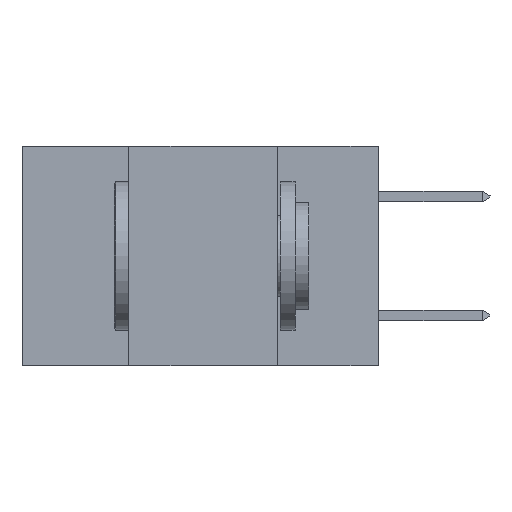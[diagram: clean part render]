
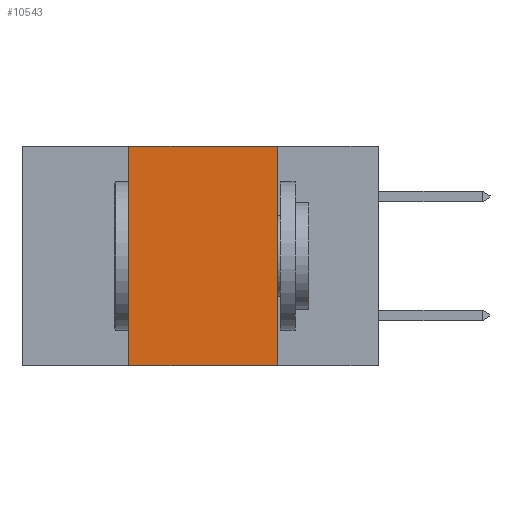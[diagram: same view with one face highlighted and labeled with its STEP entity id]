
A CAD part, left-side view. The second image highlights one B-rep face of the part: STEP entity #10543.
In plain terms, the highlighted planar face has unit normal (-1, 0, 0).
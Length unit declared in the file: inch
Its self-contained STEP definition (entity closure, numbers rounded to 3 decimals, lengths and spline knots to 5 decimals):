
#93 = LINE ( 'NONE', #8071, #7325 ) ;
#958 = VERTEX_POINT ( 'NONE', #8672 ) ;
#1076 = VERTEX_POINT ( 'NONE', #6296 ) ;
#1938 = ORIENTED_EDGE ( 'NONE', *, *, #2619, .F. ) ;
#1993 = EDGE_LOOP ( 'NONE', ( #1938, #6364, #9886, #4992 ) ) ;
#2092 = VERTEX_POINT ( 'NONE', #7686 ) ;
#2619 = EDGE_CURVE ( 'NONE', #4694, #958, #6607, .T. ) ;
#3253 = DIRECTION ( 'NONE',  ( 1., 0., 0. ) ) ;
#3321 = VECTOR ( 'NONE', #11256, 39.37008 ) ;
#3373 = EDGE_CURVE ( 'NONE', #2092, #1076, #9018, .T. ) ;
#3804 = CARTESIAN_POINT ( 'NONE',  ( 0., 0.17, -0.37 ) ) ;
#4227 = CARTESIAN_POINT ( 'NONE',  ( 0., 0.42, -0.37 ) ) ;
#4280 = PLANE ( 'NONE',  #5729 ) ;
#4293 = EDGE_CURVE ( 'NONE', #2092, #958, #5699, .T. ) ;
#4694 = VERTEX_POINT ( 'NONE', #8190 ) ;
#4932 = VECTOR ( 'NONE', #12249, 39.37008 ) ;
#4992 = ORIENTED_EDGE ( 'NONE', *, *, #4293, .T. ) ;
#5108 = FACE_OUTER_BOUND ( 'NONE', #1993, .T. ) ;
#5699 = LINE ( 'NONE', #7472, #4932 ) ;
#5729 = AXIS2_PLACEMENT_3D ( 'NONE', #9017, #3253, #6023 ) ;
#6023 = DIRECTION ( 'NONE',  ( 0., 0., -1. ) ) ;
#6296 = CARTESIAN_POINT ( 'NONE',  ( 0., 0.42, 0. ) ) ;
#6364 = ORIENTED_EDGE ( 'NONE', *, *, #9766, .F. ) ;
#6607 = LINE ( 'NONE', #3804, #3321 ) ;
#7325 = VECTOR ( 'NONE', #7939, 39.37008 ) ;
#7472 = CARTESIAN_POINT ( 'NONE',  ( 0., 0.6, -0.37 ) ) ;
#7686 = CARTESIAN_POINT ( 'NONE',  ( 0., 0.42, -0.37 ) ) ;
#7939 = DIRECTION ( 'NONE',  ( 0., -1., 0. ) ) ;
#8071 = CARTESIAN_POINT ( 'NONE',  ( 0., 0.6, 0. ) ) ;
#8083 = DIRECTION ( 'NONE',  ( 0., 0., 1. ) ) ;
#8190 = CARTESIAN_POINT ( 'NONE',  ( 0., 0.17, 0. ) ) ;
#8672 = CARTESIAN_POINT ( 'NONE',  ( 0., 0.17, -0.37 ) ) ;
#9017 = CARTESIAN_POINT ( 'NONE',  ( 0., 0.6, 0. ) ) ;
#9018 = LINE ( 'NONE', #4227, #10202 ) ;
#9766 = EDGE_CURVE ( 'NONE', #1076, #4694, #93, .T. ) ;
#9886 = ORIENTED_EDGE ( 'NONE', *, *, #3373, .F. ) ;
#10202 = VECTOR ( 'NONE', #8083, 39.37008 ) ;
#10543 = ADVANCED_FACE ( 'NONE', ( #5108 ), #4280, .F. ) ;
#11256 = DIRECTION ( 'NONE',  ( 0., 0., -1. ) ) ;
#12249 = DIRECTION ( 'NONE',  ( 0., -1., 0. ) ) ;
